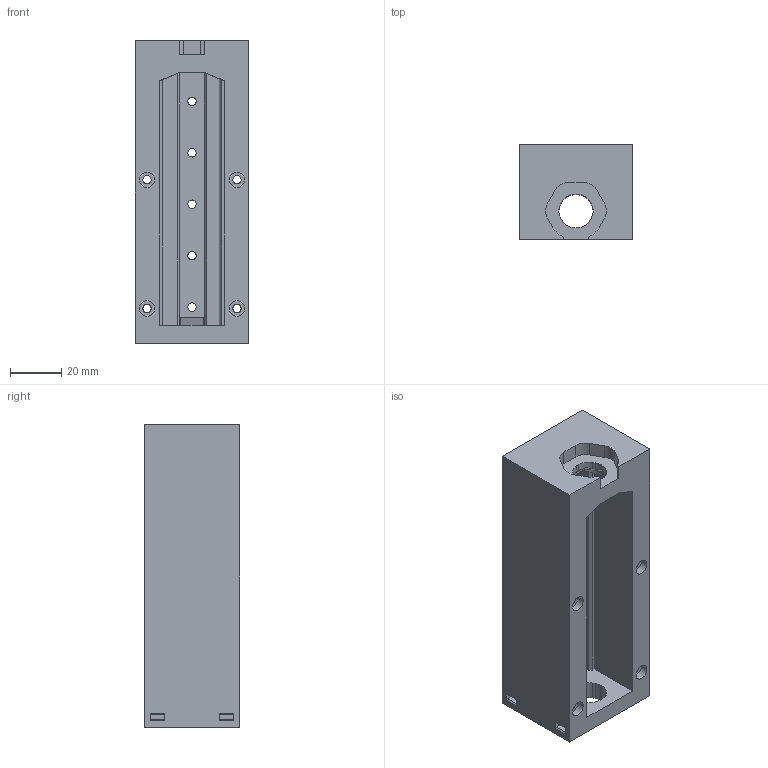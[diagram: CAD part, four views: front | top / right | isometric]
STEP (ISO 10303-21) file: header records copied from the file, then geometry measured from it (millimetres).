
FILE_DESCRIPTION (( 'STEP AP214' ), '1' );
FILE_NAME ('Top Piece v1.STEP', '2024-11-05T17:37:54', ( '' ), ( '' ), 'SwSTEP 2.0', 'SolidWorks 2024', '' );
FILE_SCHEMA (( 'AUTOMOTIVE_DESIGN' ));
Length unit declared in the file: millimetre
Products named in the file (1): Top Piece v1
Bounding box: 44 x 37 x 117.5 mm (x, y, z)
Volume: 114195.2 mm3; surface area: 32519.6 mm2
Topology: 1 solids, 1 shells, 325 faces, 893 edges, 591 vertices
Faces by surface type: plane 209, cylinder 70, bspline 42, cone 4
Entity records: 12648 total; most frequent: CARTESIAN_POINT 4477, ORIENTED_EDGE 1786, DIRECTION 1516, EDGE_CURVE 893, LINE 632, VECTOR 632, VERTEX_POINT 591, AXIS2_PLACEMENT_3D 442
